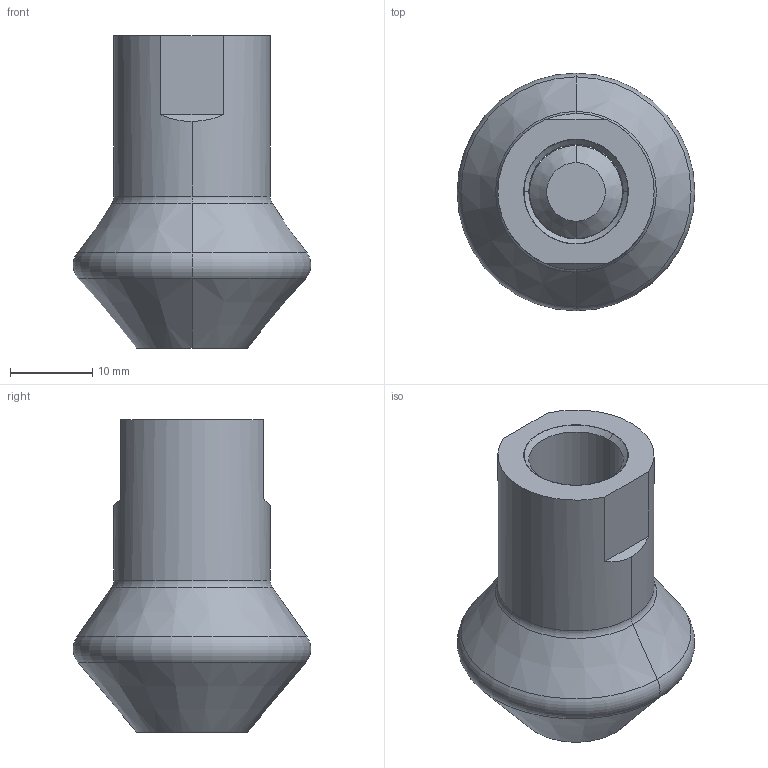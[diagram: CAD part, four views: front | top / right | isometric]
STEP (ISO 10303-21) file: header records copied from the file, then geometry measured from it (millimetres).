
FILE_DESCRIPTION((''),'2;1');
FILE_NAME('ILC15801001','2012-12-21T',('kr'),(''),'PRO/ENGINEER BY PARAMETRIC TECHNOLOGY CORPORATION, 2007460','PRO/ENGINEER BY PARAMETRIC TECHNOLOGY CORPORATION, 2007460','');
FILE_SCHEMA(('AUTOMOTIVE_DESIGN_CC2 { 1 2 10303 214 -1 1 5 2 }'));
Length unit declared in the file: inch
Products named in the file (1): ILC15801001
Bounding box: 28.98 x 28.98 x 38.1 mm (x, y, z)
Volume: 10445.4 mm3; surface area: 6626.3 mm2
Topology: 2 solids, 3 shells, 37 faces, 82 edges, 50 vertices
Faces by surface type: plane 15, cone 10, cylinder 8, torus 4
Entity records: 1152 total; most frequent: DIRECTION 188, CARTESIAN_POINT 182, ORIENTED_EDGE 160, COLOUR_RGB 105, EDGE_CURVE 82, AXIS2_PLACEMENT_3D 72, VERTEX_POINT 50, VECTOR 44
